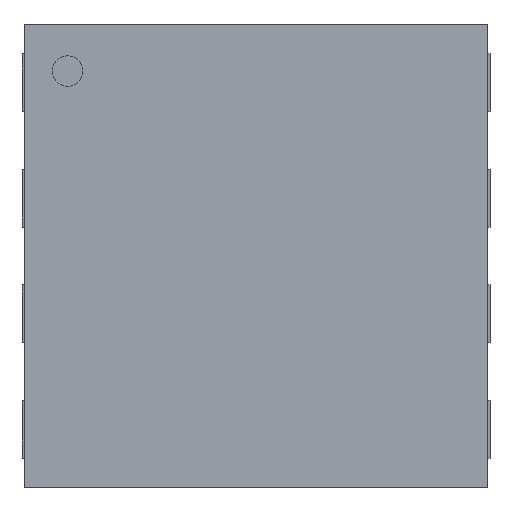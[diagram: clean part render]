
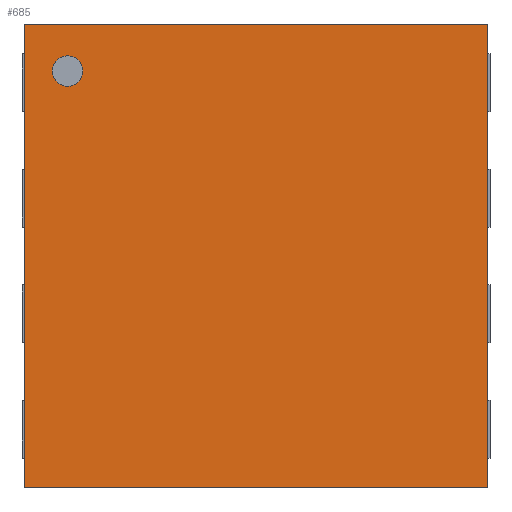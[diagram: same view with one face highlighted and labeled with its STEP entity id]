
A CAD part, top view. The second image highlights one B-rep face of the part: STEP entity #685.
In plain terms, the highlighted planar face has unit normal (0, 0, 1).
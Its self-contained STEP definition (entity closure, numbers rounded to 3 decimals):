
#24 = VERTEX_POINT('',#25);
#25 = CARTESIAN_POINT('',(-3.26,3.464,1.4));
#31 = EDGE_CURVE('',#32,#24,#34,.T.);
#32 = VERTEX_POINT('',#33);
#33 = CARTESIAN_POINT('',(-3.26,2.936,1.4));
#34 = CIRCLE('',#35,0.264);
#35 = AXIS2_PLACEMENT_3D('',#36,#37,#38);
#36 = CARTESIAN_POINT('',(-3.26,3.2,1.4));
#37 = DIRECTION('',(0.,0.,1.));
#38 = DIRECTION('',(0.,1.,0.));
#411 = VERTEX_POINT('',#412);
#412 = CARTESIAN_POINT('',(-4.,-4.,1.4));
#418 = EDGE_CURVE('',#419,#411,#421,.T.);
#419 = VERTEX_POINT('',#420);
#420 = CARTESIAN_POINT('',(-4.,4.,1.4));
#421 = LINE('',#422,#423);
#422 = CARTESIAN_POINT('',(-4.,4.,1.4));
#423 = VECTOR('',#424,1.);
#424 = DIRECTION('',(0.,-1.,0.));
#603 = VERTEX_POINT('',#604);
#604 = CARTESIAN_POINT('',(4.,4.,1.4));
#610 = EDGE_CURVE('',#611,#603,#613,.T.);
#611 = VERTEX_POINT('',#612);
#612 = CARTESIAN_POINT('',(4.,-4.,1.4));
#613 = LINE('',#614,#615);
#614 = CARTESIAN_POINT('',(4.,-4.,1.4));
#615 = VECTOR('',#616,1.);
#616 = DIRECTION('',(0.,1.,0.));
#657 = EDGE_CURVE('',#411,#611,#658,.T.);
#658 = LINE('',#659,#660);
#659 = CARTESIAN_POINT('',(-4.,-4.,1.4));
#660 = VECTOR('',#661,1.);
#661 = DIRECTION('',(1.,0.,0.));
#674 = EDGE_CURVE('',#603,#419,#675,.T.);
#675 = LINE('',#676,#677);
#676 = CARTESIAN_POINT('',(4.,4.,1.4));
#677 = VECTOR('',#678,1.);
#678 = DIRECTION('',(-1.,0.,0.));
#685 = ADVANCED_FACE('',(#686,#696),#702,.T.);
#686 = FACE_BOUND('',#687,.T.);
#687 = EDGE_LOOP('',(#688,#695));
#688 = ORIENTED_EDGE('',*,*,#689,.F.);
#689 = EDGE_CURVE('',#24,#32,#690,.T.);
#690 = CIRCLE('',#691,0.264);
#691 = AXIS2_PLACEMENT_3D('',#692,#693,#694);
#692 = CARTESIAN_POINT('',(-3.26,3.2,1.4));
#693 = DIRECTION('',(0.,0.,1.));
#694 = DIRECTION('',(0.,1.,0.));
#695 = ORIENTED_EDGE('',*,*,#31,.F.);
#696 = FACE_BOUND('',#697,.T.);
#697 = EDGE_LOOP('',(#698,#699,#700,#701));
#698 = ORIENTED_EDGE('',*,*,#657,.T.);
#699 = ORIENTED_EDGE('',*,*,#610,.T.);
#700 = ORIENTED_EDGE('',*,*,#674,.T.);
#701 = ORIENTED_EDGE('',*,*,#418,.T.);
#702 = PLANE('',#703);
#703 = AXIS2_PLACEMENT_3D('',#704,#705,#706);
#704 = CARTESIAN_POINT('',(0.,0.,1.4)
  );
#705 = DIRECTION('',(0.,0.,1.));
#706 = DIRECTION('',(0.,1.,0.));
